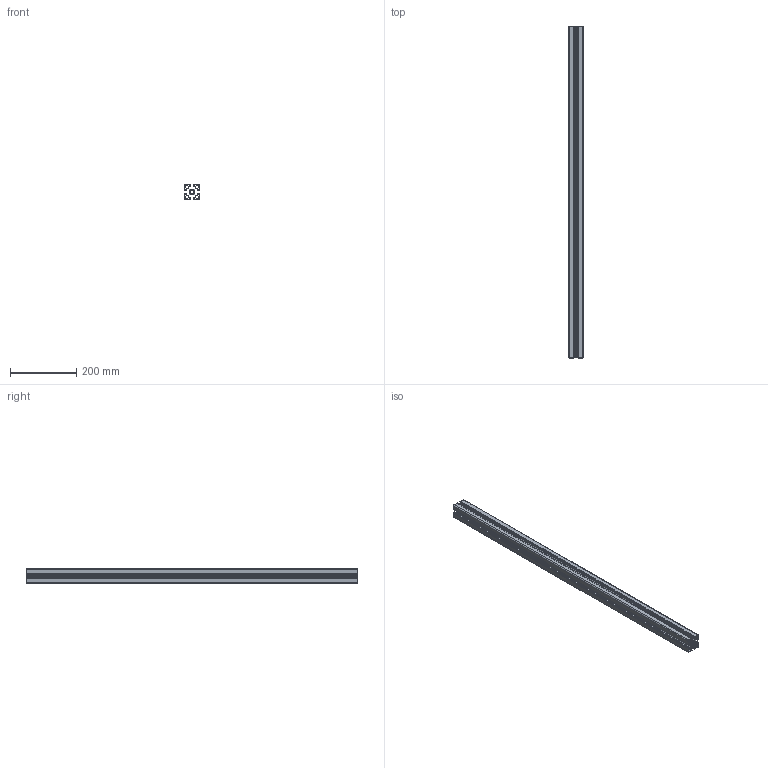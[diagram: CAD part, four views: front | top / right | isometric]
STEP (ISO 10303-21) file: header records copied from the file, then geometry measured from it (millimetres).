
FILE_DESCRIPTION(('STEP AP203'),'1');
FILE_NAME('BASE10B0067.stp','2023-10-13T09:42:32',(' '),(' '),'Spatial InterOp 3D',' ',' ');
FILE_SCHEMA(('CONFIG_CONTROL_DESIGN'));
Length unit declared in the file: millimetre
Products named in the file (1): Profilé 10 45x45 léger
Bounding box: 45 x 1000 x 45 mm (x, y, z)
Volume: 571422 mm3; surface area: 600363.4 mm2
Topology: 1 solids, 1 shells, 244 faces, 726 edges, 484 vertices
Faces by surface type: cylinder 138, plane 106
Entity records: 8428 total; most frequent: DIRECTION 1492, CARTESIAN_POINT 1455, ORIENTED_EDGE 1452, EDGE_CURVE 726, AXIS2_PLACEMENT_3D 521, VERTEX_POINT 484, LINE 450, VECTOR 450
